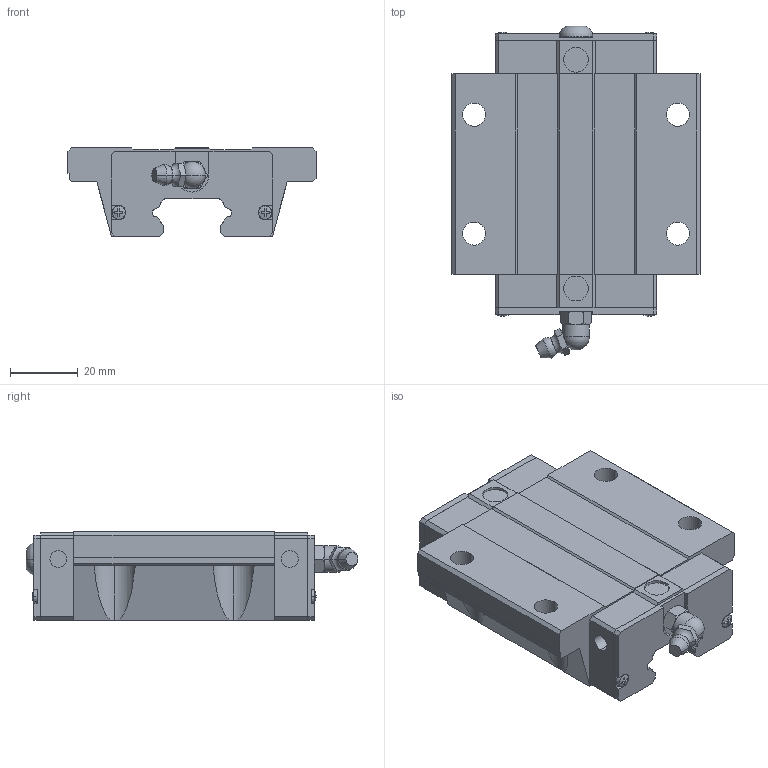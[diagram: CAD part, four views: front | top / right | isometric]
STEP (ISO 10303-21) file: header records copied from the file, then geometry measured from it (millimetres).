
FILE_DESCRIPTION(('STEP AP214'),'1');
FILE_NAME('cctmp_6E9C7831-875F-4263-A4BB-8D7A5A257731_2020_5_13_14_14_7_869..stp','2020-05-13T12:14:08',('HIWIN GmbH'),('CADClick - www.CADClick.com'),'Spatial InterOp 3D',' ','unknown authorization');
FILE_SCHEMA(('AUTOMOTIVE_DESIGN'));
Length unit declared in the file: millimetre
Products named in the file (1): EGW25CCZ0H_FILE
Bounding box: 73 x 97.71 x 26 mm (x, y, z)
Volume: 98514.5 mm3; surface area: 21585.8 mm2
Topology: 1 solids, 5 shells, 356 faces, 957 edges, 623 vertices
Faces by surface type: plane 206, cylinder 92, cone 38, torus 18, sphere 2
Entity records: 14166 total; most frequent: CARTESIAN_POINT 2431, ORIENTED_EDGE 1910, DIRECTION 1808, EDGE_CURVE 955, VERTEX_POINT 623, AXIS2_PLACEMENT_3D 608, LINE 592, VECTOR 592
